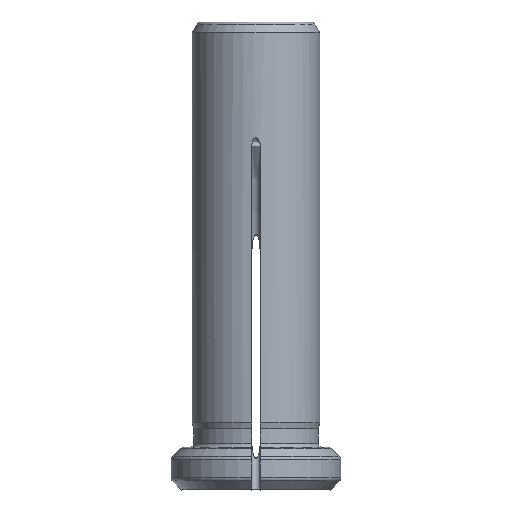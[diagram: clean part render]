
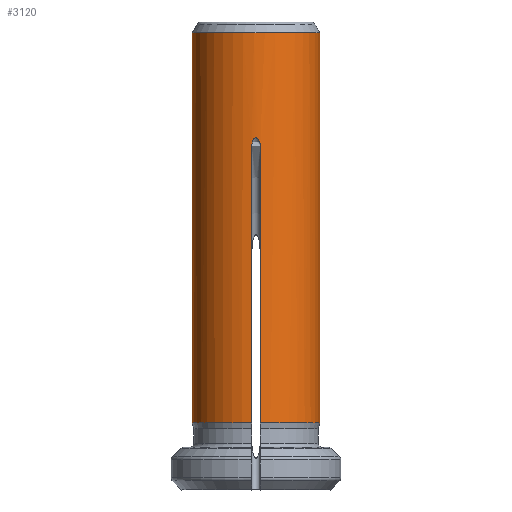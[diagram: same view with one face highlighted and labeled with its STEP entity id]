
A CAD part, front view. The second image highlights one B-rep face of the part: STEP entity #3120.
In plain terms, the highlighted cylindrical face has radius 6 mm (diameter 12 mm), a full revolution.
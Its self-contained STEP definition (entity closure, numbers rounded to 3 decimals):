
#83=CYLINDRICAL_SURFACE('',#3376,6.);
#105=CIRCLE('',#3248,6.);
#127=CIRCLE('',#3285,6.);
#142=CIRCLE('',#3315,6.);
#159=CIRCLE('',#3351,6.);
#168=CIRCLE('',#3374,6.);
#259=LINE('',#4895,#528);
#263=LINE('',#4936,#532);
#272=LINE('',#5092,#541);
#273=LINE('',#5110,#542);
#282=LINE('',#5266,#551);
#283=LINE('',#5284,#552);
#290=LINE('',#5407,#559);
#291=LINE('',#5419,#560);
#528=VECTOR('',#3639,1000.);
#532=VECTOR('',#3645,1000.);
#541=VECTOR('',#3712,1000.);
#542=VECTOR('',#3715,1000.);
#551=VECTOR('',#3782,1000.);
#552=VECTOR('',#3785,1000.);
#559=VECTOR('',#3860,1000.);
#560=VECTOR('',#3861,1000.);
#1150=ORIENTED_EDGE('',*,*,#1929,.T.);
#1151=ORIENTED_EDGE('',*,*,#1754,.F.);
#1152=ORIENTED_EDGE('',*,*,#1851,.T.);
#1153=ORIENTED_EDGE('',*,*,#1848,.F.);
#1154=ORIENTED_EDGE('',*,*,#1856,.F.);
#1155=ORIENTED_EDGE('',*,*,#1816,.F.);
#1156=ORIENTED_EDGE('',*,*,#1895,.T.);
#1157=ORIENTED_EDGE('',*,*,#1892,.F.);
#1158=ORIENTED_EDGE('',*,*,#1900,.F.);
#1159=ORIENTED_EDGE('',*,*,#1860,.F.);
#1160=ORIENTED_EDGE('',*,*,#1930,.T.);
#1161=ORIENTED_EDGE('',*,*,#1931,.F.);
#1162=ORIENTED_EDGE('',*,*,#1932,.F.);
#1163=ORIENTED_EDGE('',*,*,#1909,.F.);
#1164=ORIENTED_EDGE('',*,*,#1800,.T.);
#1165=ORIENTED_EDGE('',*,*,#1797,.F.);
#1166=ORIENTED_EDGE('',*,*,#1812,.F.);
#1754=EDGE_CURVE('',#2219,#2220,#105,.F.);
#1797=EDGE_CURVE('',#2257,#2258,#2469,.T.);
#1800=EDGE_CURVE('',#2259,#2258,#259,.T.);
#1812=EDGE_CURVE('',#2220,#2257,#263,.T.);
#1816=EDGE_CURVE('',#2265,#2266,#127,.F.);
#1848=EDGE_CURVE('',#2289,#2290,#2492,.T.);
#1851=EDGE_CURVE('',#2219,#2290,#272,.T.);
#1856=EDGE_CURVE('',#2266,#2289,#273,.T.);
#1860=EDGE_CURVE('',#2293,#2294,#142,.F.);
#1892=EDGE_CURVE('',#2317,#2318,#2511,.T.);
#1895=EDGE_CURVE('',#2265,#2318,#282,.T.);
#1900=EDGE_CURVE('',#2294,#2317,#283,.T.);
#1909=EDGE_CURVE('',#2259,#2322,#159,.F.);
#1929=EDGE_CURVE('',#2335,#2335,#168,.T.);
#1930=EDGE_CURVE('',#2293,#2336,#290,.T.);
#1931=EDGE_CURVE('',#2337,#2336,#2526,.T.);
#1932=EDGE_CURVE('',#2322,#2337,#291,.T.);
#2219=VERTEX_POINT('',#4712);
#2220=VERTEX_POINT('',#4714);
#2257=VERTEX_POINT('',#4881);
#2258=VERTEX_POINT('',#4891);
#2259=VERTEX_POINT('',#4896);
#2265=VERTEX_POINT('',#4946);
#2266=VERTEX_POINT('',#4948);
#2289=VERTEX_POINT('',#5078);
#2290=VERTEX_POINT('',#5088);
#2293=VERTEX_POINT('',#5120);
#2294=VERTEX_POINT('',#5122);
#2317=VERTEX_POINT('',#5252);
#2318=VERTEX_POINT('',#5262);
#2322=VERTEX_POINT('',#5305);
#2335=VERTEX_POINT('',#5404);
#2336=VERTEX_POINT('',#5408);
#2337=VERTEX_POINT('',#5418);
#2469=B_SPLINE_CURVE_WITH_KNOTS('',3,(#4882,#4883,#4884,#4885,#4886,#4887,
#4888,#4889,#4890),.UNSPECIFIED.,.F.,.F.,(4,1,1,1,1,1,4),(0.003,
0.003,0.003,0.004,0.004,
0.004,0.005),.UNSPECIFIED.);
#2492=B_SPLINE_CURVE_WITH_KNOTS('',3,(#5079,#5080,#5081,#5082,#5083,#5084,
#5085,#5086,#5087),.UNSPECIFIED.,.F.,.F.,(4,1,1,1,1,1,4),(0.003,
0.003,0.003,0.004,0.004,
0.004,0.005),.UNSPECIFIED.);
#2511=B_SPLINE_CURVE_WITH_KNOTS('',3,(#5253,#5254,#5255,#5256,#5257,#5258,
#5259,#5260,#5261),.UNSPECIFIED.,.F.,.F.,(4,1,1,1,1,1,4),(0.003,
0.003,0.003,0.004,0.004,
0.004,0.005),.UNSPECIFIED.);
#2526=B_SPLINE_CURVE_WITH_KNOTS('',3,(#5409,#5410,#5411,#5412,#5413,#5414,
#5415,#5416,#5417),.UNSPECIFIED.,.F.,.F.,(4,1,1,1,1,1,4),(0.003,
0.003,0.003,0.004,0.004,
0.004,0.005),.UNSPECIFIED.);
#2644=EDGE_LOOP('',(#1150));
#2645=EDGE_LOOP('',(#1151,#1152,#1153,#1154,#1155,#1156,#1157,#1158,#1159,
#1160,#1161,#1162,#1163,#1164,#1165,#1166));
#2847=FACE_BOUND('',#2644,.T.);
#2848=FACE_BOUND('',#2645,.T.);
#3120=ADVANCED_FACE('',(#2847,#2848),#83,.T.);
#3248=AXIS2_PLACEMENT_3D('',#4713,#3564,#3565);
#3285=AXIS2_PLACEMENT_3D('',#4947,#3651,#3652);
#3315=AXIS2_PLACEMENT_3D('',#5121,#3721,#3722);
#3351=AXIS2_PLACEMENT_3D('',#5304,#3806,#3807);
#3374=AXIS2_PLACEMENT_3D('',#5403,#3854,#3855);
#3376=AXIS2_PLACEMENT_3D('',#5406,#3858,#3859);
#3564=DIRECTION('',(0.,0.,1.));
#3565=DIRECTION('',(1.,0.,0.));
#3639=DIRECTION('',(0.,0.,1.));
#3645=DIRECTION('',(0.,0.,1.));
#3651=DIRECTION('',(0.,0.,1.));
#3652=DIRECTION('',(1.,0.,0.));
#3712=DIRECTION('',(0.,0.,1.));
#3715=DIRECTION('',(0.,0.,1.));
#3721=DIRECTION('',(0.,0.,1.));
#3722=DIRECTION('',(1.,0.,0.));
#3782=DIRECTION('',(0.,0.,1.));
#3785=DIRECTION('',(0.,0.,1.));
#3806=DIRECTION('',(0.,0.,1.));
#3807=DIRECTION('',(1.,0.,0.));
#3854=DIRECTION('',(0.,0.,-1.));
#3855=DIRECTION('',(-1.,0.,0.));
#3858=DIRECTION('',(0.,0.,1.));
#3859=DIRECTION('',(1.,0.,0.));
#3860=DIRECTION('',(0.,0.,1.));
#3861=DIRECTION('',(0.,0.,1.));
#4712=CARTESIAN_POINT('',(-5.987,0.4,2.313));
#4713=CARTESIAN_POINT('',(0.,0.,2.313));
#4714=CARTESIAN_POINT('',(-0.4,5.987,2.313));
#4881=CARTESIAN_POINT('',(-0.4,5.987,28.37));
#4882=CARTESIAN_POINT('',(-0.4,5.987,28.37));
#4883=CARTESIAN_POINT('',(-0.4,5.987,28.522));
#4884=CARTESIAN_POINT('',(-0.363,5.989,28.752));
#4885=CARTESIAN_POINT('',(-0.218,5.997,29.026));
#4886=CARTESIAN_POINT('',(0.,6.002,29.158));
#4887=CARTESIAN_POINT('',(0.219,5.997,29.024));
#4888=CARTESIAN_POINT('',(0.362,5.989,28.752));
#4889=CARTESIAN_POINT('',(0.4,5.987,28.523));
#4890=CARTESIAN_POINT('',(0.4,5.987,28.37));
#4891=CARTESIAN_POINT('',(0.4,5.987,28.37));
#4895=CARTESIAN_POINT('',(0.4,5.987,60.));
#4896=CARTESIAN_POINT('',(0.4,5.987,2.313));
#4936=CARTESIAN_POINT('',(-0.4,5.987,60.));
#4946=CARTESIAN_POINT('',(-0.4,-5.987,2.313));
#4947=CARTESIAN_POINT('',(0.,0.,2.313));
#4948=CARTESIAN_POINT('',(-5.987,-0.4,2.313));
#5078=CARTESIAN_POINT('',(-5.987,-0.4,28.37));
#5079=CARTESIAN_POINT('',(-5.987,-0.4,28.37));
#5080=CARTESIAN_POINT('',(-5.987,-0.4,28.522));
#5081=CARTESIAN_POINT('',(-5.989,-0.363,28.752));
#5082=CARTESIAN_POINT('',(-5.997,-0.218,29.026));
#5083=CARTESIAN_POINT('',(-6.002,0.,29.158));
#5084=CARTESIAN_POINT('',(-5.997,0.219,29.024));
#5085=CARTESIAN_POINT('',(-5.989,0.362,28.752));
#5086=CARTESIAN_POINT('',(-5.987,0.4,28.523));
#5087=CARTESIAN_POINT('',(-5.987,0.4,28.37));
#5088=CARTESIAN_POINT('',(-5.987,0.4,28.37));
#5092=CARTESIAN_POINT('',(-5.987,0.4,60.));
#5110=CARTESIAN_POINT('',(-5.987,-0.4,60.));
#5120=CARTESIAN_POINT('',(5.987,-0.4,2.313));
#5121=CARTESIAN_POINT('',(0.,0.,2.313));
#5122=CARTESIAN_POINT('',(0.4,-5.987,2.313));
#5252=CARTESIAN_POINT('',(0.4,-5.987,28.37));
#5253=CARTESIAN_POINT('',(0.4,-5.987,28.37));
#5254=CARTESIAN_POINT('',(0.4,-5.987,28.522));
#5255=CARTESIAN_POINT('',(0.363,-5.989,28.752));
#5256=CARTESIAN_POINT('',(0.218,-5.997,29.026));
#5257=CARTESIAN_POINT('',(0.,-6.002,29.158));
#5258=CARTESIAN_POINT('',(-0.219,-5.997,29.024));
#5259=CARTESIAN_POINT('',(-0.362,-5.989,28.752));
#5260=CARTESIAN_POINT('',(-0.4,-5.987,28.523));
#5261=CARTESIAN_POINT('',(-0.4,-5.987,28.37));
#5262=CARTESIAN_POINT('',(-0.4,-5.987,28.37));
#5266=CARTESIAN_POINT('',(-0.4,-5.987,60.));
#5284=CARTESIAN_POINT('',(0.4,-5.987,60.));
#5304=CARTESIAN_POINT('',(0.,0.,2.313));
#5305=CARTESIAN_POINT('',(5.987,0.4,2.313));
#5403=CARTESIAN_POINT('',(0.,0.,38.986));
#5404=CARTESIAN_POINT('',(-6.,0.,38.986));
#5406=CARTESIAN_POINT('',(0.,0.,60.));
#5407=CARTESIAN_POINT('',(5.987,-0.4,60.));
#5408=CARTESIAN_POINT('',(5.987,-0.4,28.37));
#5409=CARTESIAN_POINT('',(5.987,0.4,28.37));
#5410=CARTESIAN_POINT('',(5.987,0.4,28.522));
#5411=CARTESIAN_POINT('',(5.989,0.363,28.752));
#5412=CARTESIAN_POINT('',(5.997,0.218,29.026));
#5413=CARTESIAN_POINT('',(6.002,0.,29.158));
#5414=CARTESIAN_POINT('',(5.997,-0.219,29.024));
#5415=CARTESIAN_POINT('',(5.989,-0.362,28.752));
#5416=CARTESIAN_POINT('',(5.987,-0.4,28.523));
#5417=CARTESIAN_POINT('',(5.987,-0.4,28.37));
#5418=CARTESIAN_POINT('',(5.987,0.4,28.37));
#5419=CARTESIAN_POINT('',(5.987,0.4,60.));
